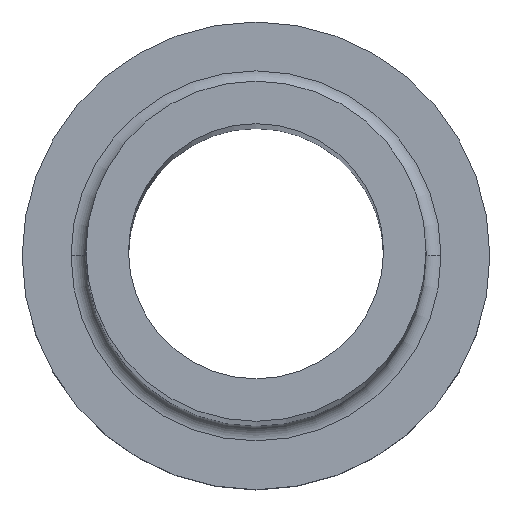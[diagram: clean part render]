
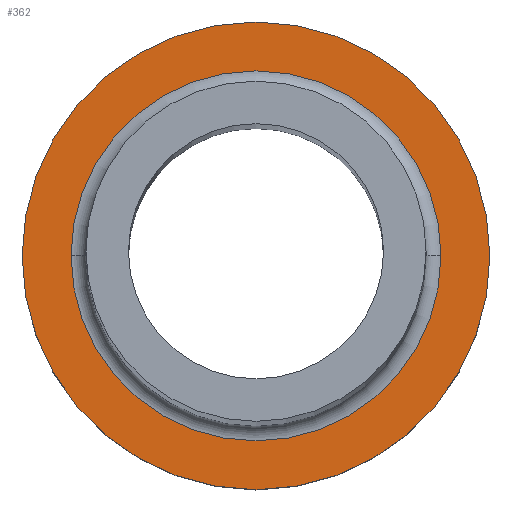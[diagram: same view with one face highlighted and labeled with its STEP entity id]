
A CAD part, top view. The second image highlights one B-rep face of the part: STEP entity #362.
In plain terms, the highlighted planar face has unit normal (0, 0, 1).
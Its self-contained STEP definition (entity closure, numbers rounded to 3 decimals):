
#21 = DIRECTION ( 'NONE',  ( 1., 0., 0. ) ) ;
#28 = PLANE ( 'NONE',  #100 ) ;
#30 = FACE_OUTER_BOUND ( 'NONE', #141, .T. ) ;
#41 = CARTESIAN_POINT ( 'NONE',  ( 0., 0., 7. ) ) ;
#46 = CARTESIAN_POINT ( 'NONE',  ( 8.7, 0., 7. ) ) ;
#48 = CARTESIAN_POINT ( 'NONE',  ( 0., 0., 7. ) ) ;
#49 = AXIS2_PLACEMENT_3D ( 'NONE', #121, #179, #83 ) ;
#54 = EDGE_CURVE ( 'NONE', #68, #324, #220, .T. ) ;
#56 = CARTESIAN_POINT ( 'NONE',  ( -11., 0., 7. ) ) ;
#59 = CARTESIAN_POINT ( 'NONE',  ( 0., 0., 7. ) ) ;
#65 = EDGE_CURVE ( 'NONE', #324, #68, #139, .T. ) ;
#68 = VERTEX_POINT ( 'NONE', #46 ) ;
#73 = DIRECTION ( 'NONE',  ( 1., 0., 0. ) ) ;
#83 = DIRECTION ( 'NONE',  ( 1., 0., 0. ) ) ;
#91 = ORIENTED_EDGE ( 'NONE', *, *, #65, .T. ) ;
#92 = AXIS2_PLACEMENT_3D ( 'NONE', #216, #277, #73 ) ;
#100 = AXIS2_PLACEMENT_3D ( 'NONE', #59, #140, #200 ) ;
#111 = FACE_BOUND ( 'NONE', #112, .T. ) ;
#112 = EDGE_LOOP ( 'NONE', ( #289, #91 ) ) ;
#121 = CARTESIAN_POINT ( 'NONE',  ( 0., 0., 7. ) ) ;
#139 = CIRCLE ( 'NONE', #357, 8.7 ) ;
#140 = DIRECTION ( 'NONE',  ( 0., 0., 1. ) ) ;
#141 = EDGE_LOOP ( 'NONE', ( #266, #375 ) ) ;
#179 = DIRECTION ( 'NONE',  ( 0., 0., 1. ) ) ;
#191 = CARTESIAN_POINT ( 'NONE',  ( 11., 0., 7. ) ) ;
#194 = EDGE_CURVE ( 'NONE', #295, #239, #344, .T. ) ;
#195 = DIRECTION ( 'NONE',  ( 0., 0., 1. ) ) ;
#200 = DIRECTION ( 'NONE',  ( 1., 0., 0. ) ) ;
#216 = CARTESIAN_POINT ( 'NONE',  ( 0., 0., 7. ) ) ;
#220 = CIRCLE ( 'NONE', #92, 8.7 ) ;
#236 = AXIS2_PLACEMENT_3D ( 'NONE', #48, #195, #21 ) ;
#239 = VERTEX_POINT ( 'NONE', #56 ) ;
#266 = ORIENTED_EDGE ( 'NONE', *, *, #370, .T. ) ;
#277 = DIRECTION ( 'NONE',  ( 0., 0., -1. ) ) ;
#289 = ORIENTED_EDGE ( 'NONE', *, *, #54, .T. ) ;
#295 = VERTEX_POINT ( 'NONE', #191 ) ;
#307 = CIRCLE ( 'NONE', #49, 11. ) ;
#308 = CARTESIAN_POINT ( 'NONE',  ( -8.7, 0., 7. ) ) ;
#324 = VERTEX_POINT ( 'NONE', #308 ) ;
#344 = CIRCLE ( 'NONE', #236, 11. ) ;
#357 = AXIS2_PLACEMENT_3D ( 'NONE', #41, #364, #360 ) ;
#360 = DIRECTION ( 'NONE',  ( 1., 0., 0. ) ) ;
#362 = ADVANCED_FACE ( 'NONE', ( #111, #30 ), #28, .T. ) ;
#364 = DIRECTION ( 'NONE',  ( 0., 0., -1. ) ) ;
#370 = EDGE_CURVE ( 'NONE', #239, #295, #307, .T. ) ;
#375 = ORIENTED_EDGE ( 'NONE', *, *, #194, .T. ) ;
